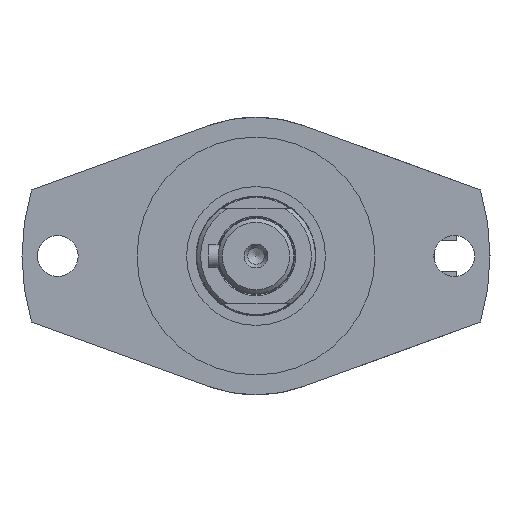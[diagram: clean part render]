
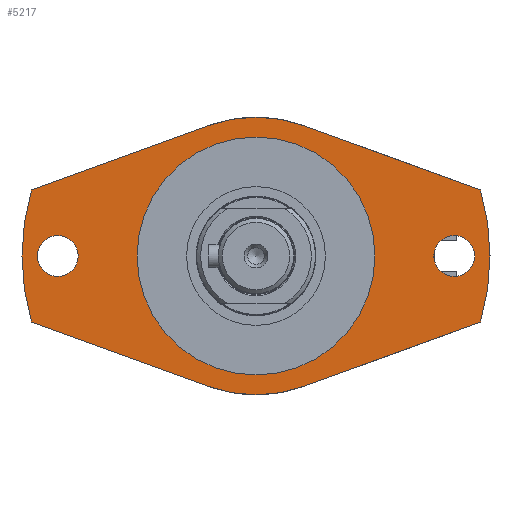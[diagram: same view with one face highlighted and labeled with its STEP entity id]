
A CAD part, left-side view. The second image highlights one B-rep face of the part: STEP entity #5217.
In plain terms, the highlighted planar face has unit normal (-1, 0, 0).
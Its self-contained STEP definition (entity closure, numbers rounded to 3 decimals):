
#131=FACE_BOUND('',#782,.T.);
#132=FACE_BOUND('',#783,.T.);
#133=FACE_BOUND('',#784,.T.);
#219=PLANE('',#5706);
#476=FACE_OUTER_BOUND('',#781,.T.);
#781=EDGE_LOOP('',(#3920,#3921,#3922,#3923,#3924,#3925,#3926,#3927));
#782=EDGE_LOOP('',(#3928));
#783=EDGE_LOOP('',(#3929));
#784=EDGE_LOOP('',(#3930,#3931));
#1103=LINE('',#8349,#1480);
#1106=LINE('',#8355,#1483);
#1110=LINE('',#8362,#1487);
#1113=LINE('',#8368,#1490);
#1480=VECTOR('',#6721,10.);
#1483=VECTOR('',#6726,10.);
#1487=VECTOR('',#6732,10.);
#1490=VECTOR('',#6737,10.);
#1882=CIRCLE('',#5688,35.);
#1884=CIRCLE('',#5690,35.);
#1888=CIRCLE('',#5695,5.15);
#1891=CIRCLE('',#5699,5.15);
#1893=CIRCLE('',#5707,59.);
#1894=CIRCLE('',#5708,59.);
#1895=CIRCLE('',#5709,30.);
#1896=CIRCLE('',#5710,30.);
#2250=VERTEX_POINT('',#8314);
#2251=VERTEX_POINT('',#8316);
#2254=VERTEX_POINT('',#8322);
#2255=VERTEX_POINT('',#8324);
#2259=VERTEX_POINT('',#8334);
#2262=VERTEX_POINT('',#8342);
#2263=VERTEX_POINT('',#8346);
#2266=VERTEX_POINT('',#8354);
#2268=VERTEX_POINT('',#8360);
#2270=VERTEX_POINT('',#8365);
#2271=VERTEX_POINT('',#8374);
#2272=VERTEX_POINT('',#8375);
#2851=EDGE_CURVE('',#2251,#2250,#1882,.T.);
#2855=EDGE_CURVE('',#2255,#2254,#1884,.T.);
#2861=EDGE_CURVE('',#2259,#2259,#1888,.T.);
#2865=EDGE_CURVE('',#2262,#2262,#1891,.T.);
#2867=EDGE_CURVE('',#2250,#2263,#1103,.T.);
#2870=EDGE_CURVE('',#2266,#2255,#1106,.T.);
#2874=EDGE_CURVE('',#2254,#2268,#1110,.T.);
#2877=EDGE_CURVE('',#2270,#2251,#1113,.T.);
#2879=EDGE_CURVE('',#2266,#2263,#1893,.T.);
#2880=EDGE_CURVE('',#2270,#2268,#1894,.T.);
#2881=EDGE_CURVE('',#2271,#2272,#1895,.T.);
#2882=EDGE_CURVE('',#2272,#2271,#1896,.T.);
#3920=ORIENTED_EDGE('',*,*,#2877,.T.);
#3921=ORIENTED_EDGE('',*,*,#2851,.T.);
#3922=ORIENTED_EDGE('',*,*,#2867,.T.);
#3923=ORIENTED_EDGE('',*,*,#2879,.F.);
#3924=ORIENTED_EDGE('',*,*,#2870,.T.);
#3925=ORIENTED_EDGE('',*,*,#2855,.T.);
#3926=ORIENTED_EDGE('',*,*,#2874,.T.);
#3927=ORIENTED_EDGE('',*,*,#2880,.F.);
#3928=ORIENTED_EDGE('',*,*,#2861,.T.);
#3929=ORIENTED_EDGE('',*,*,#2865,.T.);
#3930=ORIENTED_EDGE('',*,*,#2881,.T.);
#3931=ORIENTED_EDGE('',*,*,#2882,.T.);
#5217=ADVANCED_FACE('',(#476,#131,#132,#133),#219,.T.);
#5688=AXIS2_PLACEMENT_3D('',#8317,#6689,#6690);
#5690=AXIS2_PLACEMENT_3D('',#8325,#6695,#6696);
#5695=AXIS2_PLACEMENT_3D('',#8336,#6707,#6708);
#5699=AXIS2_PLACEMENT_3D('',#8344,#6716,#6717);
#5706=AXIS2_PLACEMENT_3D('',#8371,#6742,#6743);
#5707=AXIS2_PLACEMENT_3D('',#8372,#6744,#6745);
#5708=AXIS2_PLACEMENT_3D('',#8373,#6746,#6747);
#5709=AXIS2_PLACEMENT_3D('',#8376,#6748,#6749);
#5710=AXIS2_PLACEMENT_3D('',#8377,#6750,#6751);
#6689=DIRECTION('center_axis',(-1.,0.,0.));
#6690=DIRECTION('ref_axis',(0.,-0.342,0.94));
#6695=DIRECTION('center_axis',(-1.,0.,0.));
#6696=DIRECTION('ref_axis',(0.,0.342,-0.94));
#6707=DIRECTION('center_axis',(1.,0.,0.));
#6708=DIRECTION('ref_axis',(0.,0.,
-1.));
#6716=DIRECTION('center_axis',(1.,0.,0.));
#6717=DIRECTION('ref_axis',(0.,0.,
-1.));
#6721=DIRECTION('',(0.,-0.94,0.342));
#6726=DIRECTION('',(0.,0.94,0.342));
#6732=DIRECTION('',(0.,0.94,-0.342));
#6737=DIRECTION('',(0.,-0.94,-0.342));
#6742=DIRECTION('center_axis',(-1.,0.,0.));
#6743=DIRECTION('ref_axis',(0.,0.,
1.));
#6744=DIRECTION('center_axis',(1.,0.,0.));
#6745=DIRECTION('ref_axis',(0.,1.,0.));
#6746=DIRECTION('center_axis',(1.,0.,0.));
#6747=DIRECTION('ref_axis',(0.,1.,0.));
#6748=DIRECTION('center_axis',(1.,0.,0.));
#6749=DIRECTION('ref_axis',(0.,1.,0.));
#6750=DIRECTION('center_axis',(1.,0.,0.));
#6751=DIRECTION('ref_axis',(0.,1.,0.));
#8314=CARTESIAN_POINT('',(-133.,-11.971,-32.889));
#8316=CARTESIAN_POINT('',(-133.,11.971,-32.889));
#8317=CARTESIAN_POINT('Origin',(-133.,0.,0.));
#8322=CARTESIAN_POINT('',(-133.,11.971,32.889));
#8324=CARTESIAN_POINT('',(-133.,-11.971,32.889));
#8325=CARTESIAN_POINT('Origin',(-133.,0.,0.));
#8334=CARTESIAN_POINT('',(-133.,-50.,5.15));
#8336=CARTESIAN_POINT('Origin',(-133.,-50.,0.));
#8342=CARTESIAN_POINT('',(-133.,50.,5.15));
#8344=CARTESIAN_POINT('Origin',(-133.,50.,0.));
#8346=CARTESIAN_POINT('',(-133.,-56.604,-16.644));
#8349=CARTESIAN_POINT('',(-133.,7.677,-40.04));
#8354=CARTESIAN_POINT('',(-133.,-56.604,16.644));
#8355=CARTESIAN_POINT('',(-133.,-37.505,23.596));
#8360=CARTESIAN_POINT('',(-133.,56.604,16.644));
#8362=CARTESIAN_POINT('',(-133.,31.618,25.738));
#8365=CARTESIAN_POINT('',(-133.,56.604,-16.644));
#8368=CARTESIAN_POINT('',(-133.,76.799,-9.294));
#8371=CARTESIAN_POINT('Origin',(-133.,44.5,0.));
#8372=CARTESIAN_POINT('Origin',(-133.,0.,0.));
#8373=CARTESIAN_POINT('Origin',(-133.,0.,0.));
#8374=CARTESIAN_POINT('',(-133.,30.,0.));
#8375=CARTESIAN_POINT('',(-133.,-30.,0.));
#8376=CARTESIAN_POINT('Origin',(-133.,0.,0.));
#8377=CARTESIAN_POINT('Origin',(-133.,0.,0.));
